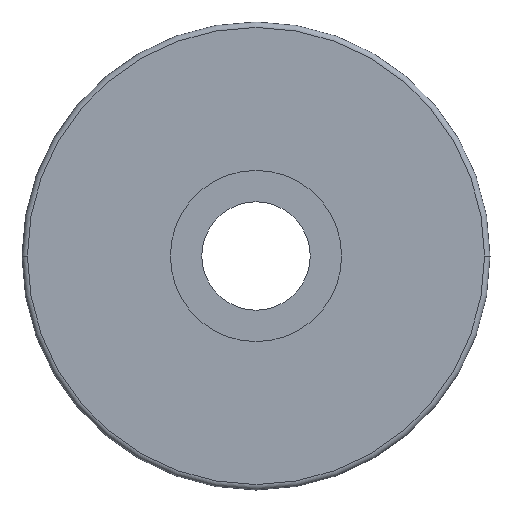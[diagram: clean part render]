
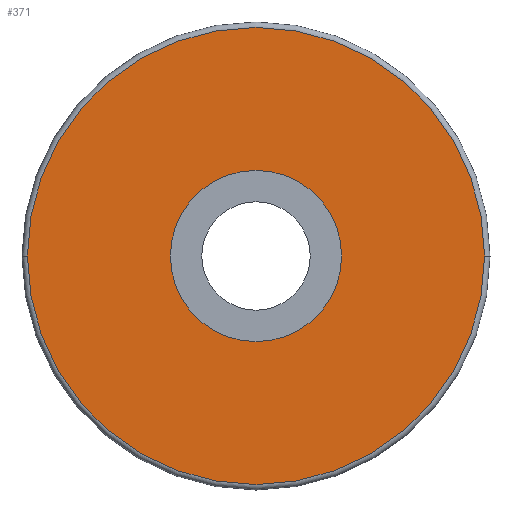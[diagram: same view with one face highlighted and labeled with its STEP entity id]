
A CAD part, left-side view. The second image highlights one B-rep face of the part: STEP entity #371.
In plain terms, the highlighted planar face has unit normal (-1, 0, 0).
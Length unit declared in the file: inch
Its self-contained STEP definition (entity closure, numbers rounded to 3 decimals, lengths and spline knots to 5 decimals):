
#54=CARTESIAN_POINT('',(0.,0.,0.));
#55=DIRECTION('',(-1.,0.,0.));
#56=DIRECTION('',(0.,0.,1.));
#57=AXIS2_PLACEMENT_3D('',#54,#55,#56);
#59=CARTESIAN_POINT('',(0.,0.,0.));
#60=DIRECTION('',(-1.,0.,0.));
#61=DIRECTION('',(0.,0.,-1.));
#62=AXIS2_PLACEMENT_3D('',#59,#60,#61);
#64=CARTESIAN_POINT('',(0.,0.,0.));
#65=DIRECTION('',(-1.,0.,0.));
#66=DIRECTION('',(0.,1.,0.));
#67=AXIS2_PLACEMENT_3D('',#64,#65,#66);
#69=CARTESIAN_POINT('',(0.,0.,0.));
#70=DIRECTION('',(-1.,0.,0.));
#71=DIRECTION('',(0.,-1.,0.));
#72=AXIS2_PLACEMENT_3D('',#69,#70,#71);
#226=CARTESIAN_POINT('',(0.,1.265,0.));
#227=CARTESIAN_POINT('',(0.,-1.265,0.));
#228=VERTEX_POINT('',#226);
#229=VERTEX_POINT('',#227);
#242=CARTESIAN_POINT('',(0.,0.,0.474));
#243=CARTESIAN_POINT('',(0.,0.,-0.474));
#244=VERTEX_POINT('',#242);
#245=VERTEX_POINT('',#243);
#355=CARTESIAN_POINT('',(0.,0.,0.));
#356=DIRECTION('',(1.,0.,0.));
#357=DIRECTION('',(0.,-1.,0.));
#358=AXIS2_PLACEMENT_3D('',#355,#356,#357);
#359=PLANE('',#358);
#361=ORIENTED_EDGE('',*,*,#360,.F.);
#363=ORIENTED_EDGE('',*,*,#362,.F.);
#364=EDGE_LOOP('',(#361,#363));
#365=FACE_OUTER_BOUND('',#364,.F.);
#366=ORIENTED_EDGE('',*,*,#345,.T.);
#368=ORIENTED_EDGE('',*,*,#367,.T.);
#369=EDGE_LOOP('',(#366,#368));
#370=FACE_BOUND('',#369,.F.);
#371=ADVANCED_FACE('',(#365,#370),#359,.F.);
#58=CIRCLE('',#57,0.474);
#63=CIRCLE('',#62,0.474);
#68=CIRCLE('',#67,1.265);
#73=CIRCLE('',#72,1.265);
#345=EDGE_CURVE('',#244,#245,#58,.T.);
#360=EDGE_CURVE('',#228,#229,#68,.T.);
#362=EDGE_CURVE('',#229,#228,#73,.T.);
#367=EDGE_CURVE('',#245,#244,#63,.T.);
